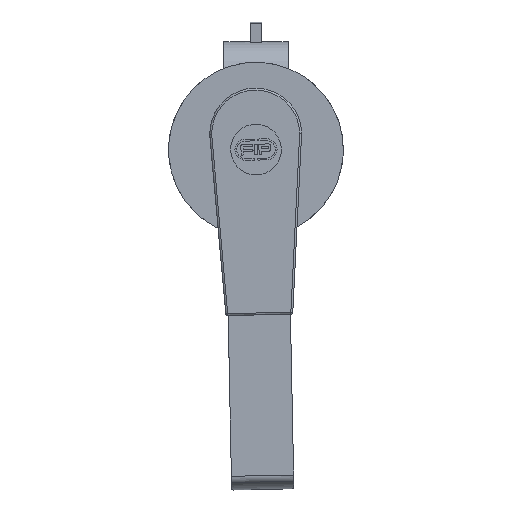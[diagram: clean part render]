
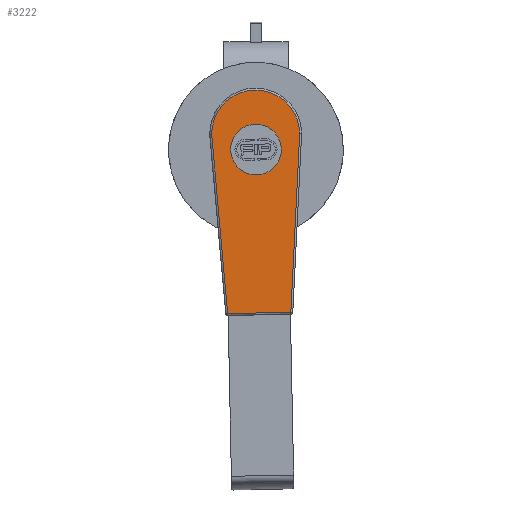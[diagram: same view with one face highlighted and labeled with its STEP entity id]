
A CAD part, top view. The second image highlights one B-rep face of the part: STEP entity #3222.
In plain terms, the highlighted planar face has unit normal (0, 0, 1).
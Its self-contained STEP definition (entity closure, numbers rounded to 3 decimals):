
#217=LINE($,#5315,#509);
#218=LINE($,#5341,#510);
#254=LINE($,#5470,#546);
#509=VECTOR($,#4201,92.395);
#510=VECTOR($,#4212,92.395);
#546=VECTOR($,#4324,32.544);
#710=PLANE($,#3532);
#910=FACE_OUTER_BOUND($,#1108,.T.);
#1108=EDGE_LOOP($,(#2749,#2750,#2751,#2752));
#1267=CIRCLE($,#3490,22.659);
#1507=VERTEX_POINT($,#5294);
#1509=VERTEX_POINT($,#5298);
#1510=VERTEX_POINT($,#5317);
#1513=VERTEX_POINT($,#5339);
#1903=EDGE_CURVE($,#1509,#1507,#217,.T.);
#1904=EDGE_CURVE($,#1510,#1509,#1267,.T.);
#1908=EDGE_CURVE($,#1513,#1510,#218,.T.);
#1964=EDGE_CURVE($,#1513,#1507,#254,.T.);
#2749=ORIENTED_EDGE($,*,*,#1908,.F.);
#2750=ORIENTED_EDGE($,*,*,#1964,.T.);
#2751=ORIENTED_EDGE($,*,*,#1903,.F.);
#2752=ORIENTED_EDGE($,*,*,#1904,.F.);
#3222=ADVANCED_FACE($,(#910),#710,.T.);
#3490=AXIS2_PLACEMENT_3D($,#5318,#4204,#4205);
#3532=AXIS2_PLACEMENT_3D($,#5471,#4325,#4326);
#4201=DIRECTION($,(0.998,-0.069,0.));
#4204=DIRECTION('center_axis',(0.,0.,-1.));
#4205=DIRECTION('ref_axis',(-1.,0.,0.));
#4212=DIRECTION($,(-0.998,-0.069,0.));
#4324=DIRECTION($,(0.,1.,0.));
#4325=DIRECTION('center_axis',(0.,0.,1.));
#4326=DIRECTION('ref_axis',(1.,0.,0.));
#5294=CARTESIAN_POINT('',(84.14,16.272,30.511));
#5298=CARTESIAN_POINT('',(-8.034,22.659,30.511));
#5315=CARTESIAN_POINT($,(-8.034,22.659,30.511));
#5317=CARTESIAN_POINT('',(-8.034,-22.659,30.511));
#5318=CARTESIAN_POINT('Origin',(-8.,0.,30.511));
#5339=CARTESIAN_POINT('',(84.14,-16.272,30.511));
#5341=CARTESIAN_POINT($,(84.14,-16.272,30.511));
#5470=CARTESIAN_POINT($,(84.14,-16.272,30.511));
#5471=CARTESIAN_POINT('Origin',(84.14,-25.,30.511));
